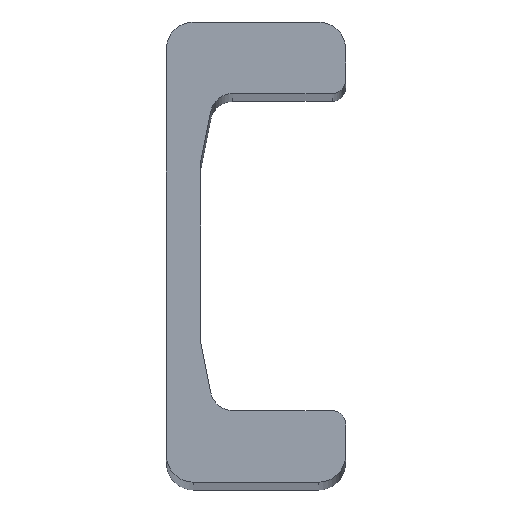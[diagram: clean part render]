
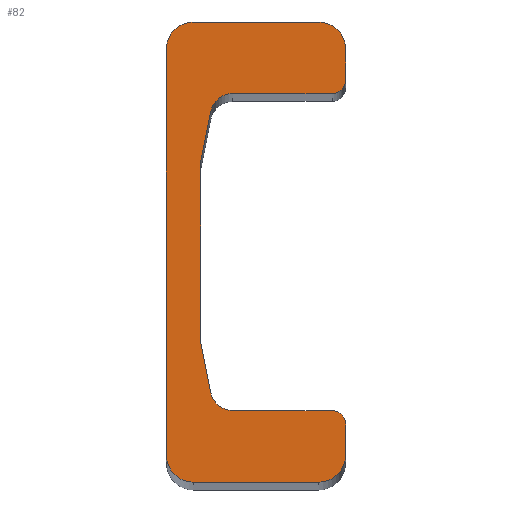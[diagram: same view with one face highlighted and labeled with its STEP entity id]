
A CAD part, top view. The second image highlights one B-rep face of the part: STEP entity #82.
In plain terms, the highlighted planar face has unit normal (0, 0, 1).
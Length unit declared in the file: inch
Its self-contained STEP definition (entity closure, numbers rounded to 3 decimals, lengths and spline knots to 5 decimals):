
#31 = VERTEX_POINT ( 'NONE', #711 ) ;
#32 = VERTEX_POINT ( 'NONE', #36 ) ;
#33 = CARTESIAN_POINT ( 'NONE',  ( -0.1063, -0.80315, 0. ) ) ;
#36 = CARTESIAN_POINT ( 'NONE',  ( 1.16535, 1.51181, 0. ) ) ;
#37 = CARTESIAN_POINT ( 'NONE',  ( -0.17323, 2.02362, 0. ) ) ;
#39 = CARTESIAN_POINT ( 'NONE',  ( -0.1063, -0.80315, 0. ) ) ;
#42 = DIRECTION ( 'NONE',  ( 0., 0., 1. ) ) ;
#44 = EDGE_CURVE ( 'NONE', #199, #368, #172, .T. ) ;
#58 = DIRECTION ( 'NONE',  ( 1., 0., 0. ) ) ;
#70 = DIRECTION ( 'NONE',  ( 1., 0., 0. ) ) ;
#82 = ADVANCED_FACE ( 'NONE', ( #304 ), #985, .T. ) ;
#84 = LINE ( 'NONE', #451, #217 ) ;
#89 = DIRECTION ( 'NONE',  ( 0., 0., 1. ) ) ;
#96 = CARTESIAN_POINT ( 'NONE',  ( -0.1063, 0.80315, 0. ) ) ;
#112 = CARTESIAN_POINT ( 'NONE',  ( 0.17319, -1.19685, 0. ) ) ;
#116 = CARTESIAN_POINT ( 'NONE',  ( 0.92913, 2.02362, 0. ) ) ;
#117 = VECTOR ( 'NONE', #539, 39.37008 ) ;
#127 = ORIENTED_EDGE ( 'NONE', *, *, #732, .T. ) ;
#128 = EDGE_CURVE ( 'NONE', #680, #544, #704, .T. ) ;
#137 = LINE ( 'NONE', #159, #974 ) ;
#146 = DIRECTION ( 'NONE',  ( -1., 0., 0. ) ) ;
#159 = CARTESIAN_POINT ( 'NONE',  ( 1.04724, -1.3937, 0. ) ) ;
#169 = CIRCLE ( 'NONE', #386, 0.23622 ) ;
#171 = LINE ( 'NONE', #527, #649 ) ;
#172 = CIRCLE ( 'NONE', #1009, 0.19685 ) ;
#178 = CARTESIAN_POINT ( 'NONE',  ( -0.17323, 1.7874, 0. ) ) ;
#179 = CARTESIAN_POINT ( 'NONE',  ( 0.17319, 1.19685, 0. ) ) ;
#187 = DIRECTION ( 'NONE',  ( 0., 0., 1. ) ) ;
#199 = VERTEX_POINT ( 'NONE', #741 ) ;
#202 = AXIS2_PLACEMENT_3D ( 'NONE', #112, #730, #461 ) ;
#214 = DIRECTION ( 'NONE',  ( 1., 0., 0. ) ) ;
#217 = VECTOR ( 'NONE', #357, 39.37008 ) ;
#231 = VERTEX_POINT ( 'NONE', #96 ) ;
#237 = EDGE_CURVE ( 'NONE', #32, #31, #84, .T. ) ;
#242 = ORIENTED_EDGE ( 'NONE', *, *, #964, .T. ) ;
#245 = CARTESIAN_POINT ( 'NONE',  ( -0.01984, -1.23546, 0. ) ) ;
#271 = CARTESIAN_POINT ( 'NONE',  ( -0.17323, -2.02362, 0. ) ) ;
#278 = DIRECTION ( 'NONE',  ( 0., 1., 0. ) ) ;
#293 = VECTOR ( 'NONE', #382, 39.37008 ) ;
#304 = FACE_OUTER_BOUND ( 'NONE', #663, .T. ) ;
#307 = CARTESIAN_POINT ( 'NONE',  ( 1.16535, -1.7874, 0. ) ) ;
#308 = DIRECTION ( 'NONE',  ( 0., 0., 1. ) ) ;
#318 = CARTESIAN_POINT ( 'NONE',  ( 0.92913, -2.02362, 0. ) ) ;
#320 = CARTESIAN_POINT ( 'NONE',  ( 1.04724, 1.51181, 0. ) ) ;
#335 = VERTEX_POINT ( 'NONE', #318 ) ;
#347 = EDGE_CURVE ( 'NONE', #935, #335, #584, .T. ) ;
#357 = DIRECTION ( 'NONE',  ( 0., 1., 0. ) ) ;
#360 = DIRECTION ( 'NONE',  ( 1., 0., 0. ) ) ;
#364 = CARTESIAN_POINT ( 'NONE',  ( 0.92913, 2.02362, 0. ) ) ;
#365 = EDGE_CURVE ( 'NONE', #544, #920, #137, .T. ) ;
#368 = VERTEX_POINT ( 'NONE', #1102 ) ;
#378 = CARTESIAN_POINT ( 'NONE',  ( 0.17319, -1.3937, 0. ) ) ;
#382 = DIRECTION ( 'NONE',  ( -0.196, 0.981, 0. ) ) ;
#386 = AXIS2_PLACEMENT_3D ( 'NONE', #178, #89, #946 ) ;
#392 = DIRECTION ( 'NONE',  ( 0., -1., 0. ) ) ;
#415 = ORIENTED_EDGE ( 'NONE', *, *, #237, .T. ) ;
#418 = ORIENTED_EDGE ( 'NONE', *, *, #976, .T. ) ;
#434 = DIRECTION ( 'NONE',  ( 1., 0., 0. ) ) ;
#441 = EDGE_CURVE ( 'NONE', #368, #1040, #936, .T. ) ;
#442 = EDGE_CURVE ( 'NONE', #335, #591, #1033, .T. ) ;
#449 = VERTEX_POINT ( 'NONE', #245 ) ;
#451 = CARTESIAN_POINT ( 'NONE',  ( 1.16535, 1.7874, 0. ) ) ;
#461 = DIRECTION ( 'NONE',  ( -1., 0., 0. ) ) ;
#464 = ORIENTED_EDGE ( 'NONE', *, *, #44, .T. ) ;
#466 = CARTESIAN_POINT ( 'NONE',  ( 0.92913, 1.7874, 0. ) ) ;
#473 = VECTOR ( 'NONE', #743, 39.37008 ) ;
#476 = LINE ( 'NONE', #819, #1093 ) ;
#479 = ORIENTED_EDGE ( 'NONE', *, *, #645, .T. ) ;
#485 = ORIENTED_EDGE ( 'NONE', *, *, #442, .T. ) ;
#496 = ORIENTED_EDGE ( 'NONE', *, *, #365, .T. ) ;
#506 = VERTEX_POINT ( 'NONE', #39 ) ;
#509 = AXIS2_PLACEMENT_3D ( 'NONE', #700, #1047, #890 ) ;
#518 = VECTOR ( 'NONE', #1057, 39.37008 ) ;
#527 = CARTESIAN_POINT ( 'NONE',  ( -0.1063, 0.80315, 0. ) ) ;
#539 = DIRECTION ( 'NONE',  ( 0.196, 0.981, 0. ) ) ;
#544 = VERTEX_POINT ( 'NONE', #568 ) ;
#568 = CARTESIAN_POINT ( 'NONE',  ( 1.04724, -1.3937, 0. ) ) ;
#584 = LINE ( 'NONE', #927, #825 ) ;
#591 = VERTEX_POINT ( 'NONE', #650 ) ;
#620 = EDGE_CURVE ( 'NONE', #31, #668, #932, .T. ) ;
#630 = CARTESIAN_POINT ( 'NONE',  ( 1.04724, -1.51181, 0. ) ) ;
#633 = LINE ( 'NONE', #307, #518 ) ;
#640 = AXIS2_PLACEMENT_3D ( 'NONE', #466, #308, #214 ) ;
#642 = ORIENTED_EDGE ( 'NONE', *, *, #128, .T. ) ;
#645 = EDGE_CURVE ( 'NONE', #449, #506, #967, .T. ) ;
#646 = DIRECTION ( 'NONE',  ( 1., 0., 0. ) ) ;
#649 = VECTOR ( 'NONE', #278, 39.37008 ) ;
#650 = CARTESIAN_POINT ( 'NONE',  ( 1.16535, -1.7874, 0. ) ) ;
#651 = AXIS2_PLACEMENT_3D ( 'NONE', #630, #187, #434 ) ;
#655 = LINE ( 'NONE', #717, #117 ) ;
#662 = DIRECTION ( 'NONE',  ( -1., 0., 0. ) ) ;
#663 = EDGE_LOOP ( 'NONE', ( #674, #464, #1011, #127, #415, #834, #242, #796, #977, #738, #1056, #485, #982, #642, #496, #1043, #479, #418 ) ) ;
#668 = VERTEX_POINT ( 'NONE', #116 ) ;
#674 = ORIENTED_EDGE ( 'NONE', *, *, #1035, .T. ) ;
#680 = VERTEX_POINT ( 'NONE', #1078 ) ;
#683 = CARTESIAN_POINT ( 'NONE',  ( 0.92913, -1.7874, 0. ) ) ;
#700 = CARTESIAN_POINT ( 'NONE',  ( 0.17319, 1.19685, 0. ) ) ;
#704 = CIRCLE ( 'NONE', #651, 0.11811 ) ;
#706 = AXIS2_PLACEMENT_3D ( 'NONE', #320, #941, #662 ) ;
#711 = CARTESIAN_POINT ( 'NONE',  ( 1.16535, 1.7874, 0. ) ) ;
#717 = CARTESIAN_POINT ( 'NONE',  ( -0.1063, 0.80315, 0. ) ) ;
#723 = DIRECTION ( 'NONE',  ( 0., 0., -1. ) ) ;
#730 = DIRECTION ( 'NONE',  ( 0., 0., -1. ) ) ;
#732 = EDGE_CURVE ( 'NONE', #1040, #32, #889, .T. ) ;
#738 = ORIENTED_EDGE ( 'NONE', *, *, #1085, .T. ) ;
#741 = CARTESIAN_POINT ( 'NONE',  ( -0.01984, 1.23546, 0. ) ) ;
#743 = DIRECTION ( 'NONE',  ( -1., 0., 0. ) ) ;
#750 = DIRECTION ( 'NONE',  ( 0., 0., 1. ) ) ;
#762 = CARTESIAN_POINT ( 'NONE',  ( -0.40945, -1.7874, 0. ) ) ;
#764 = VERTEX_POINT ( 'NONE', #762 ) ;
#765 = VECTOR ( 'NONE', #70, 39.37008 ) ;
#796 = ORIENTED_EDGE ( 'NONE', *, *, #810, .T. ) ;
#806 = CARTESIAN_POINT ( 'NONE',  ( -0.17323, -1.7874, 0. ) ) ;
#810 = EDGE_CURVE ( 'NONE', #1063, #1081, #169, .T. ) ;
#815 = CARTESIAN_POINT ( 'NONE',  ( 1.04724, 1.3937, 0. ) ) ;
#819 = CARTESIAN_POINT ( 'NONE',  ( -0.40945, 1.7874, 0. ) ) ;
#825 = VECTOR ( 'NONE', #58, 39.37008 ) ;
#834 = ORIENTED_EDGE ( 'NONE', *, *, #620, .T. ) ;
#856 = CARTESIAN_POINT ( 'NONE',  ( 1.04724, 1.3937, 0. ) ) ;
#889 = CIRCLE ( 'NONE', #706, 0.11811 ) ;
#890 = DIRECTION ( 'NONE',  ( 1., 0., 0. ) ) ;
#896 = EDGE_CURVE ( 'NONE', #920, #449, #939, .T. ) ;
#900 = AXIS2_PLACEMENT_3D ( 'NONE', #806, #42, #646 ) ;
#920 = VERTEX_POINT ( 'NONE', #378 ) ;
#927 = CARTESIAN_POINT ( 'NONE',  ( 0.92913, -2.02362, 0. ) ) ;
#932 = CIRCLE ( 'NONE', #640, 0.23622 ) ;
#934 = CIRCLE ( 'NONE', #900, 0.23622 ) ;
#935 = VERTEX_POINT ( 'NONE', #271 ) ;
#936 = LINE ( 'NONE', #856, #765 ) ;
#939 = CIRCLE ( 'NONE', #202, 0.19685 ) ;
#941 = DIRECTION ( 'NONE',  ( 0., 0., 1. ) ) ;
#946 = DIRECTION ( 'NONE',  ( -1., 0., 0. ) ) ;
#950 = AXIS2_PLACEMENT_3D ( 'NONE', #683, #750, #1016 ) ;
#958 = LINE ( 'NONE', #364, #473 ) ;
#963 = CARTESIAN_POINT ( 'NONE',  ( -0.40945, 1.7874, 0. ) ) ;
#964 = EDGE_CURVE ( 'NONE', #668, #1063, #958, .T. ) ;
#967 = LINE ( 'NONE', #33, #293 ) ;
#974 = VECTOR ( 'NONE', #146, 39.37008 ) ;
#976 = EDGE_CURVE ( 'NONE', #506, #231, #171, .T. ) ;
#977 = ORIENTED_EDGE ( 'NONE', *, *, #1070, .T. ) ;
#982 = ORIENTED_EDGE ( 'NONE', *, *, #1048, .T. ) ;
#985 = PLANE ( 'NONE',  #509 ) ;
#1009 = AXIS2_PLACEMENT_3D ( 'NONE', #179, #723, #360 ) ;
#1011 = ORIENTED_EDGE ( 'NONE', *, *, #441, .T. ) ;
#1016 = DIRECTION ( 'NONE',  ( -1., 0., 0. ) ) ;
#1033 = CIRCLE ( 'NONE', #950, 0.23622 ) ;
#1035 = EDGE_CURVE ( 'NONE', #231, #199, #655, .T. ) ;
#1040 = VERTEX_POINT ( 'NONE', #815 ) ;
#1043 = ORIENTED_EDGE ( 'NONE', *, *, #896, .T. ) ;
#1047 = DIRECTION ( 'NONE',  ( 0., 0., 1. ) ) ;
#1048 = EDGE_CURVE ( 'NONE', #591, #680, #633, .T. ) ;
#1056 = ORIENTED_EDGE ( 'NONE', *, *, #347, .T. ) ;
#1057 = DIRECTION ( 'NONE',  ( 0., 1., 0. ) ) ;
#1063 = VERTEX_POINT ( 'NONE', #37 ) ;
#1070 = EDGE_CURVE ( 'NONE', #1081, #764, #476, .T. ) ;
#1078 = CARTESIAN_POINT ( 'NONE',  ( 1.16535, -1.51181, 0. ) ) ;
#1081 = VERTEX_POINT ( 'NONE', #963 ) ;
#1085 = EDGE_CURVE ( 'NONE', #764, #935, #934, .T. ) ;
#1093 = VECTOR ( 'NONE', #392, 39.37008 ) ;
#1102 = CARTESIAN_POINT ( 'NONE',  ( 0.17319, 1.3937, 0. ) ) ;
